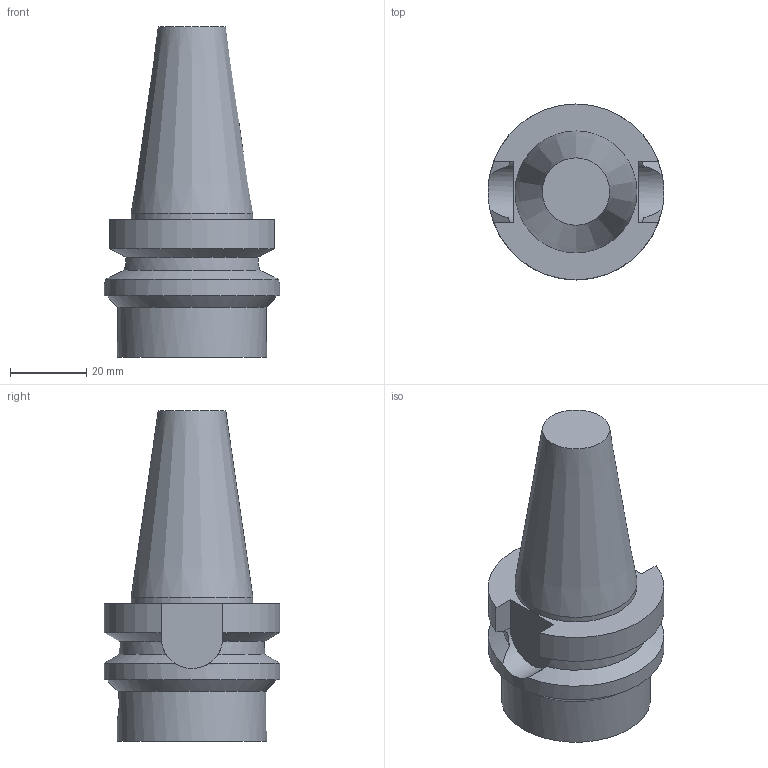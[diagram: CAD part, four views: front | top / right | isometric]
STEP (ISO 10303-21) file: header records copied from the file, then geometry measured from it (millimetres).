
FILE_DESCRIPTION((''),'1');
FILE_NAME('BT30-CKB4-38.stp','2022-09-09T02:51:53',(''),(''),'Spatial Interop R21 SP3','Kubotek KeyCreator 2011 V10.0.2 (22737)',' ');
FILE_SCHEMA(('automotive_design'));
Length unit declared in the file: millimetre
Products named in the file (1): 240[2]
Bounding box: 46 x 46 x 86.4 mm (x, y, z)
Volume: 62912.8 mm3; surface area: 13741.4 mm2
Topology: 1 solids, 1 shells, 29 faces, 73 edges, 49 vertices
Faces by surface type: plane 12, cylinder 11, cone 6
Full cylindrical faces by diameter (mm): 8.3 x1, 22 x1, 31.896 x1, 39 x1, 46 x1
Entity records: 1997 total; most frequent: CARTESIAN_POINT 680, ORIENTED_EDGE 126, PRESENTATION_STYLE_ASSIGNMENT 123, COLOUR_RGB 123, DIRECTION 122, STYLED_ITEM 93, CURVE_STYLE 93, DRAUGHTING_PRE_DEFINED_CURVE_FONT 93
